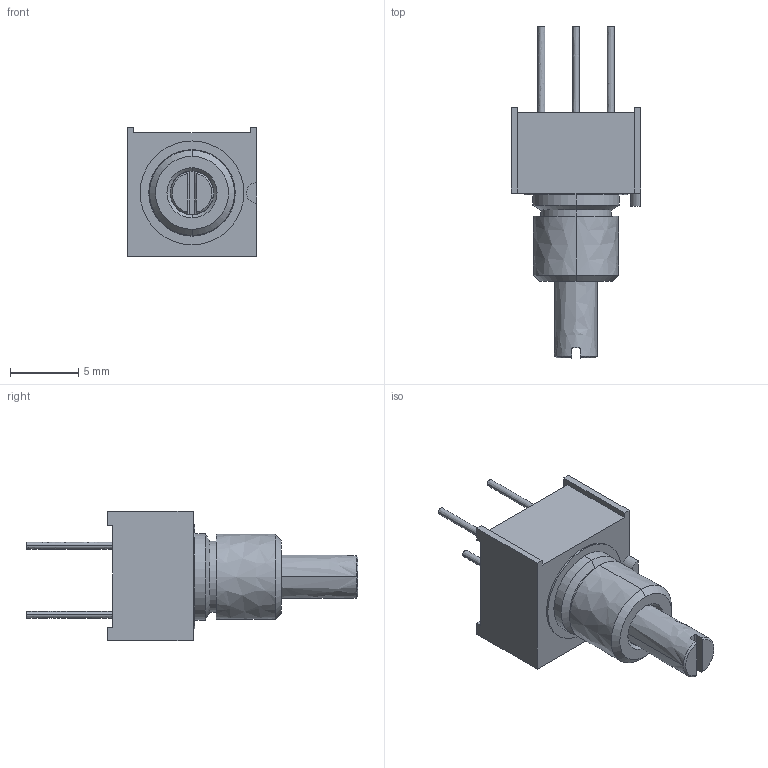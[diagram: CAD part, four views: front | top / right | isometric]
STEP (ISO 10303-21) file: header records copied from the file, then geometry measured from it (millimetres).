
FILE_DESCRIPTION((''),'2;1');
FILE_NAME('3310Y-002-XXX','2007-03-08T',('RICKB'),('Bourns, Inc.'),'PRO/ENGINEER BY PARAMETRIC TECHNOLOGY CORPORATION, 2001200','PRO/ENGINEER BY PARAMETRIC TECHNOLOGY CORPORATION, 2001200','');
FILE_SCHEMA(('AUTOMOTIVE_DESIGN_CC2 { 1 2 10303 214 -1 1 5 2 }'));
Length unit declared in the file: inch
Products named in the file (1): 3310Y-002-XXX
Bounding box: 9.53 x 24.37 x 9.53 mm (x, y, z)
Volume: 755.1 mm3; surface area: 766.2 mm2
Topology: 1 solids, 1 shells, 66 faces, 158 edges, 102 vertices
Faces by surface type: bspline 66
Entity records: 3630 total; most frequent: CARTESIAN_POINT 1336, ORIENTED_EDGE 316, DIRECTION 204, PRESENTATION_STYLE_ASSIGNMENT 196, STYLED_ITEM 159, CURVE_STYLE 158, EDGE_CURVE 158, VERTEX_POINT 102
